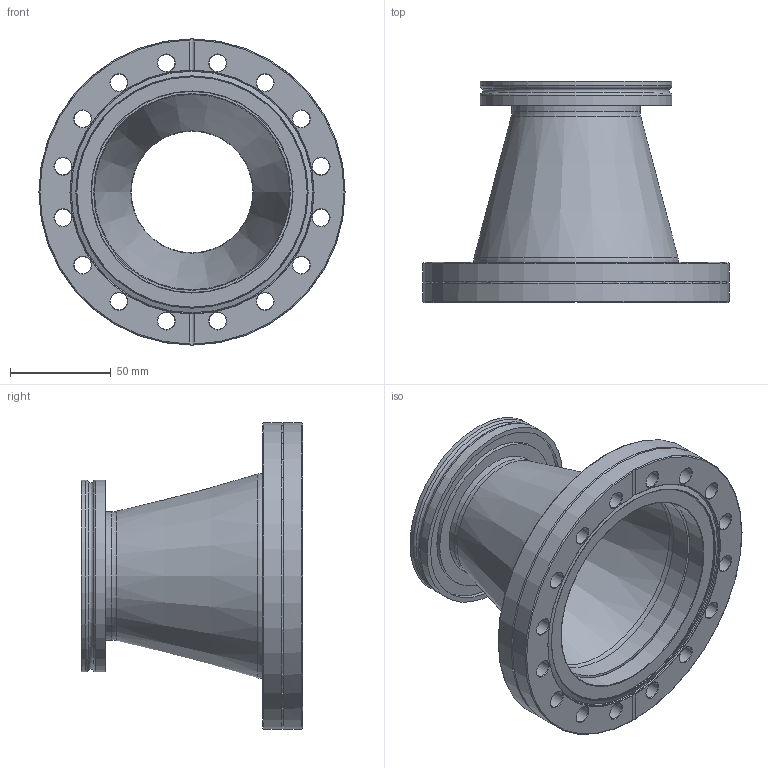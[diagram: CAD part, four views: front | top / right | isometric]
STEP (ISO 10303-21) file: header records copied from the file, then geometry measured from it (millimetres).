
FILE_DESCRIPTION(/* description */ (''),/* implementation_level */ '2;1');
FILE_NAME(/* name */ 'AD-C-ISOCF-63x600(D).stp',/* time_stamp */ '2016-07-26T11:31:07+08:00',/* author */ ('wei_zheng'),/* organization */ (''),/* preprocessor_version */ 'ST-DEVELOPER v16.1',/* originating_system */ 'Autodesk Inventor 2016',/* authorisation */ '');
FILE_SCHEMA (('AUTOMOTIVE_DESIGN { 1 0 10303 214 3 1 1 }'));
Length unit declared in the file: millimetre
Products named in the file (4): AD-C-ISOCF-63x600(A); AD-C-ISOCF-63x600(B); AD-C-ISOCF-63x600(C); 組合2
Assembly tree (3 placements, depth 2):
  組合2
    AD-C-ISOCF-63x600(A)
    AD-C-ISOCF-63x600(B)
    AD-C-ISOCF-63x600(C)
Bounding box: 151.6 x 109.5 x 151.6 mm (x, y, z)
Volume: 262019.7 mm3; surface area: 107647 mm2
Topology: 3 solids, 3 shells, 108 faces, 236 edges, 139 vertices
Faces by surface type: cone 38, cylinder 36, torus 21, plane 13
Full cylindrical faces by diameter (mm): 8.43 x16, 60.2 x2, 63.5 x1, 63.8 x1, 70.1 x1, 77.2 x1, 89.9 x1, 95 x2, 97.4 x1, 99.6 x1, 101.6 x1, 101.85 x1, 120.65 x1, 151.6 x2
Entity records: 2822 total; most frequent: CARTESIAN_POINT 637, DIRECTION 478, ORIENTED_EDGE 284, EDGE_LOOP 238, AXIS2_PLACEMENT_3D 237, EDGE_CURVE 142, VERTEX_POINT 132, FACE_BOUND 130
